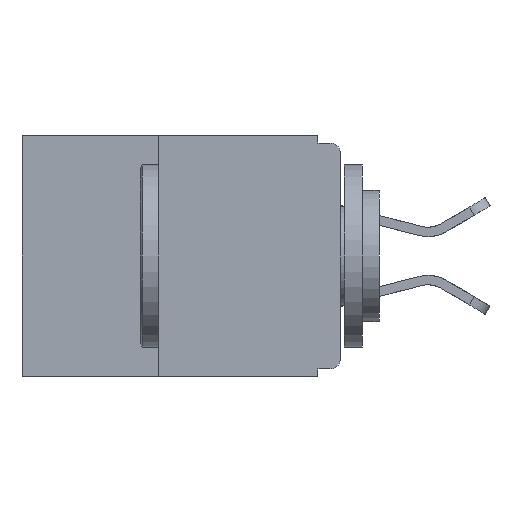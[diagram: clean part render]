
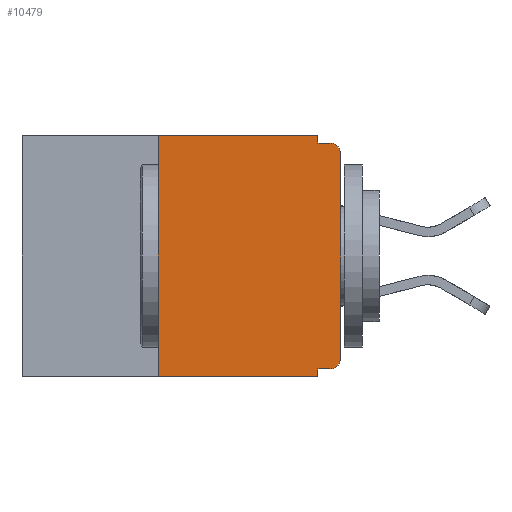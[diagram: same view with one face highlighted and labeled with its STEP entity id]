
A CAD part, left-side view. The second image highlights one B-rep face of the part: STEP entity #10479.
In plain terms, the highlighted planar face has unit normal (-1, 0, 0).
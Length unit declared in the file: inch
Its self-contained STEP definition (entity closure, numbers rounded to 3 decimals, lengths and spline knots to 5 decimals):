
#491 = EDGE_CURVE ( 'NONE', #6541, #4332, #3279, .T. ) ;
#630 = VERTEX_POINT ( 'NONE', #1086 ) ;
#768 = VERTEX_POINT ( 'NONE', #16085 ) ;
#840 = DIRECTION ( 'NONE',  ( 0., 0., -1. ) ) ;
#1086 = CARTESIAN_POINT ( 'NONE',  ( 0., 0.031, -0.32 ) ) ;
#1350 = CIRCLE ( 'NONE', #6833, 0.015 ) ;
#1415 = VERTEX_POINT ( 'NONE', #10003 ) ;
#1759 = CARTESIAN_POINT ( 'NONE',  ( 0., 0., -0.01 ) ) ;
#2411 = ORIENTED_EDGE ( 'NONE', *, *, #491, .F. ) ;
#3001 = DIRECTION ( 'NONE',  ( -1., 0., 0. ) ) ;
#3191 = ORIENTED_EDGE ( 'NONE', *, *, #6881, .T. ) ;
#3279 = LINE ( 'NONE', #1759, #12003 ) ;
#3490 = DIRECTION ( 'NONE',  ( 0., 1., 0. ) ) ;
#3588 = CARTESIAN_POINT ( 'NONE',  ( 0., 0.031, -0.01 ) ) ;
#3681 = CARTESIAN_POINT ( 'NONE',  ( 0., 0., -0.32 ) ) ;
#3788 = CARTESIAN_POINT ( 'NONE',  ( 0., 0.437, 0. ) ) ;
#4332 = VERTEX_POINT ( 'NONE', #11493 ) ;
#4803 = CARTESIAN_POINT ( 'NONE',  ( 0., 0.25, -0.33 ) ) ;
#5127 = VECTOR ( 'NONE', #10353, 39.37008 ) ;
#5414 = DIRECTION ( 'NONE',  ( 0., -1., 0. ) ) ;
#5485 = AXIS2_PLACEMENT_3D ( 'NONE', #7960, #19953, #9750 ) ;
#5539 = DIRECTION ( 'NONE',  ( 0., 0., 1. ) ) ;
#5652 = EDGE_CURVE ( 'NONE', #768, #630, #16377, .T. ) ;
#5777 = DIRECTION ( 'NONE',  ( 0., 0., 1. ) ) ;
#5950 = EDGE_CURVE ( 'NONE', #10888, #20998, #22047, .T. ) ;
#6499 = ORIENTED_EDGE ( 'NONE', *, *, #16944, .T. ) ;
#6541 = VERTEX_POINT ( 'NONE', #3588 ) ;
#6833 = AXIS2_PLACEMENT_3D ( 'NONE', #13394, #3001, #15096 ) ;
#6881 = EDGE_CURVE ( 'NONE', #11150, #1415, #16609, .T. ) ;
#7960 = CARTESIAN_POINT ( 'NONE',  ( 0., 0.015, -0.025 ) ) ;
#8117 = ORIENTED_EDGE ( 'NONE', *, *, #5950, .T. ) ;
#8201 = AXIS2_PLACEMENT_3D ( 'NONE', #19949, #9745, #21551 ) ;
#8544 = LINE ( 'NONE', #9601, #13124 ) ;
#8591 = VECTOR ( 'NONE', #10828, 39.37008 ) ;
#9140 = LINE ( 'NONE', #12676, #17170 ) ;
#9256 = ORIENTED_EDGE ( 'NONE', *, *, #18820, .F. ) ;
#9601 = CARTESIAN_POINT ( 'NONE',  ( 0., 0.031, 0. ) ) ;
#9618 = CARTESIAN_POINT ( 'NONE',  ( 0., 0., -0.025 ) ) ;
#9745 = DIRECTION ( 'NONE',  ( 1., 0., 0. ) ) ;
#9750 = DIRECTION ( 'NONE',  ( 0., 0., -1. ) ) ;
#9798 = LINE ( 'NONE', #13673, #5127 ) ;
#10003 = CARTESIAN_POINT ( 'NONE',  ( 0., 0.031, -0.33 ) ) ;
#10145 = ORIENTED_EDGE ( 'NONE', *, *, #11548, .F. ) ;
#10353 = DIRECTION ( 'NONE',  ( 0., 0., -1. ) ) ;
#10479 = ADVANCED_FACE ( 'NONE', ( #13978 ), #16570, .F. ) ;
#10828 = DIRECTION ( 'NONE',  ( 0., -1., 0. ) ) ;
#10888 = VERTEX_POINT ( 'NONE', #17797 ) ;
#11150 = VERTEX_POINT ( 'NONE', #4803 ) ;
#11493 = CARTESIAN_POINT ( 'NONE',  ( 0., 0.015, -0.01 ) ) ;
#11548 = EDGE_CURVE ( 'NONE', #11150, #18186, #9140, .T. ) ;
#11574 = ORIENTED_EDGE ( 'NONE', *, *, #14084, .F. ) ;
#11808 = VECTOR ( 'NONE', #3490, 39.37008 ) ;
#12003 = VECTOR ( 'NONE', #5414, 39.37008 ) ;
#12381 = CARTESIAN_POINT ( 'NONE',  ( 0., 0.031, 0. ) ) ;
#12676 = CARTESIAN_POINT ( 'NONE',  ( 0., 0.25, -0.33 ) ) ;
#12719 = ORIENTED_EDGE ( 'NONE', *, *, #14976, .F. ) ;
#13046 = EDGE_CURVE ( 'NONE', #20998, #4332, #20391, .T. ) ;
#13124 = VECTOR ( 'NONE', #840, 39.37008 ) ;
#13166 = LINE ( 'NONE', #3788, #8591 ) ;
#13394 = CARTESIAN_POINT ( 'NONE',  ( 0., 0.015, -0.305 ) ) ;
#13673 = CARTESIAN_POINT ( 'NONE',  ( 0., 0.031, -0.33 ) ) ;
#13978 = FACE_OUTER_BOUND ( 'NONE', #20230, .T. ) ;
#14084 = EDGE_CURVE ( 'NONE', #18186, #16581, #13166, .T. ) ;
#14680 = ORIENTED_EDGE ( 'NONE', *, *, #5652, .F. ) ;
#14709 = CARTESIAN_POINT ( 'NONE',  ( 0., 0.437, -0.33 ) ) ;
#14976 = EDGE_CURVE ( 'NONE', #16581, #6541, #8544, .T. ) ;
#15096 = DIRECTION ( 'NONE',  ( 0., 0., -1. ) ) ;
#16085 = CARTESIAN_POINT ( 'NONE',  ( 0., 0.015, -0.32 ) ) ;
#16377 = LINE ( 'NONE', #3681, #11808 ) ;
#16570 = PLANE ( 'NONE',  #8201 ) ;
#16581 = VERTEX_POINT ( 'NONE', #12381 ) ;
#16609 = LINE ( 'NONE', #14709, #20509 ) ;
#16944 = EDGE_CURVE ( 'NONE', #768, #10888, #1350, .T. ) ;
#17167 = VECTOR ( 'NONE', #5539, 39.37008 ) ;
#17170 = VECTOR ( 'NONE', #5777, 39.37008 ) ;
#17797 = CARTESIAN_POINT ( 'NONE',  ( 0., 0., -0.305 ) ) ;
#18186 = VERTEX_POINT ( 'NONE', #22050 ) ;
#18820 = EDGE_CURVE ( 'NONE', #630, #1415, #9798, .T. ) ;
#19292 = CARTESIAN_POINT ( 'NONE',  ( 0., 0., 0. ) ) ;
#19949 = CARTESIAN_POINT ( 'NONE',  ( 0., 0.437, 0. ) ) ;
#19953 = DIRECTION ( 'NONE',  ( -1., 0., 0. ) ) ;
#20230 = EDGE_LOOP ( 'NONE', ( #8117, #20265, #2411, #12719, #11574, #10145, #3191, #9256, #14680, #6499 ) ) ;
#20265 = ORIENTED_EDGE ( 'NONE', *, *, #13046, .T. ) ;
#20391 = CIRCLE ( 'NONE', #5485, 0.015 ) ;
#20509 = VECTOR ( 'NONE', #21466, 39.37008 ) ;
#20998 = VERTEX_POINT ( 'NONE', #9618 ) ;
#21466 = DIRECTION ( 'NONE',  ( 0., -1., 0. ) ) ;
#21551 = DIRECTION ( 'NONE',  ( 0., 0., -1. ) ) ;
#22047 = LINE ( 'NONE', #19292, #17167 ) ;
#22050 = CARTESIAN_POINT ( 'NONE',  ( 0., 0.25, 0. ) ) ;
